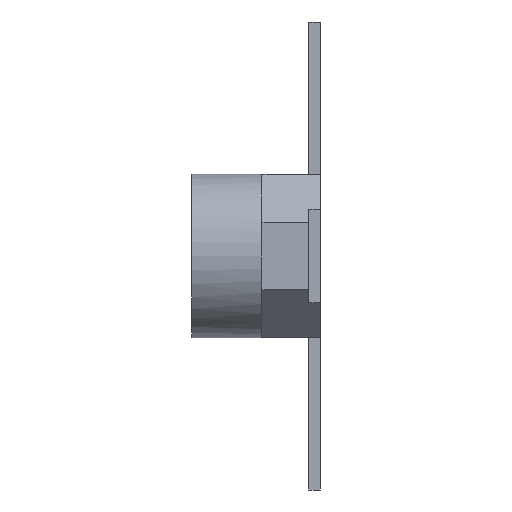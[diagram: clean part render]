
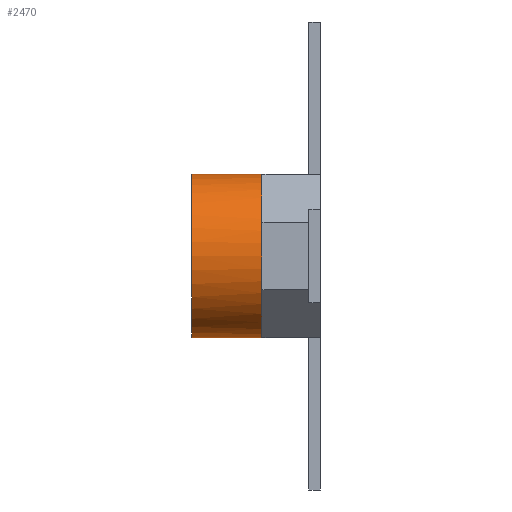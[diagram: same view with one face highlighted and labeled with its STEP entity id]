
A CAD part, left-side view. The second image highlights one B-rep face of the part: STEP entity #2470.
In plain terms, the highlighted cylindrical face has radius 0.889 mm (diameter 1.778 mm), a partial arc.
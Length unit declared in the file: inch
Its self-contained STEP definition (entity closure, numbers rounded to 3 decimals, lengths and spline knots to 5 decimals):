
#10 = LINE ( 'NONE', #2353, #1827 ) ;
#25 = ORIENTED_EDGE ( 'NONE', *, *, #1289, .T. ) ;
#78 = CIRCLE ( 'NONE', #1272, 0.035 ) ;
#92 = CIRCLE ( 'NONE', #1483, 0.035 ) ;
#268 = CARTESIAN_POINT ( 'NONE',  ( -0.02475, 0.025, 0.02475 ) ) ;
#339 = CARTESIAN_POINT ( 'NONE',  ( 0., 0.055, 0. ) ) ;
#353 = LINE ( 'NONE', #1494, #696 ) ;
#366 = CIRCLE ( 'NONE', #1815, 0.035 ) ;
#379 = EDGE_CURVE ( 'NONE', #1152, #1052, #353, .T. ) ;
#450 = ORIENTED_EDGE ( 'NONE', *, *, #1337, .F. ) ;
#533 = VERTEX_POINT ( 'NONE', #1359 ) ;
#543 = EDGE_LOOP ( 'NONE', ( #545, #450, #2677, #2897, #934, #25, #1527 ) ) ;
#545 = ORIENTED_EDGE ( 'NONE', *, *, #379, .F. ) ;
#554 = CARTESIAN_POINT ( 'NONE',  ( 0., 0.025, 0. ) ) ;
#557 = DIRECTION ( 'NONE',  ( 0., 0., 1. ) ) ;
#583 = DIRECTION ( 'NONE',  ( 0., -1., 0. ) ) ;
#696 = VECTOR ( 'NONE', #583, 39.37008 ) ;
#770 = VERTEX_POINT ( 'NONE', #2210 ) ;
#777 = DIRECTION ( 'NONE',  ( 0., 1., 0. ) ) ;
#794 = CARTESIAN_POINT ( 'NONE',  ( 0., 0.055, 0. ) ) ;
#879 = CYLINDRICAL_SURFACE ( 'NONE', #2754, 0.035 ) ;
#931 = CARTESIAN_POINT ( 'NONE',  ( 0., 0.055, -0.035 ) ) ;
#932 = DIRECTION ( 'NONE',  ( 0., 0., 1. ) ) ;
#934 = ORIENTED_EDGE ( 'NONE', *, *, #2455, .T. ) ;
#982 = DIRECTION ( 'NONE',  ( 0., 0., 1. ) ) ;
#1052 = VERTEX_POINT ( 'NONE', #2174 ) ;
#1152 = VERTEX_POINT ( 'NONE', #2301 ) ;
#1272 = AXIS2_PLACEMENT_3D ( 'NONE', #1657, #2361, #557 ) ;
#1289 = EDGE_CURVE ( 'NONE', #770, #2466, #78, .T. ) ;
#1337 = EDGE_CURVE ( 'NONE', #1580, #1152, #2972, .T. ) ;
#1359 = CARTESIAN_POINT ( 'NONE',  ( -0.02475, 0.025, -0.02475 ) ) ;
#1483 = AXIS2_PLACEMENT_3D ( 'NONE', #1679, #2600, #2144 ) ;
#1494 = CARTESIAN_POINT ( 'NONE',  ( 0., 0.055, 0.035 ) ) ;
#1527 = ORIENTED_EDGE ( 'NONE', *, *, #1708, .T. ) ;
#1580 = VERTEX_POINT ( 'NONE', #931 ) ;
#1657 = CARTESIAN_POINT ( 'NONE',  ( 0., 0.025, 0. ) ) ;
#1661 = DIRECTION ( 'NONE',  ( 0., -1., 0. ) ) ;
#1679 = CARTESIAN_POINT ( 'NONE',  ( 0., 0.025, 0. ) ) ;
#1708 = EDGE_CURVE ( 'NONE', #2466, #1052, #366, .T. ) ;
#1741 = VERTEX_POINT ( 'NONE', #2557 ) ;
#1815 = AXIS2_PLACEMENT_3D ( 'NONE', #554, #2165, #982 ) ;
#1827 = VECTOR ( 'NONE', #1661, 39.37008 ) ;
#2077 = DIRECTION ( 'NONE',  ( 0., 1., 0. ) ) ;
#2144 = DIRECTION ( 'NONE',  ( 0., 0., 1. ) ) ;
#2147 = AXIS2_PLACEMENT_3D ( 'NONE', #794, #777, #2623 ) ;
#2165 = DIRECTION ( 'NONE',  ( 0., 1., 0. ) ) ;
#2174 = CARTESIAN_POINT ( 'NONE',  ( 0., 0.025, 0.035 ) ) ;
#2210 = CARTESIAN_POINT ( 'NONE',  ( -0.035, 0.025, 0. ) ) ;
#2301 = CARTESIAN_POINT ( 'NONE',  ( 0., 0.055, 0.035 ) ) ;
#2353 = CARTESIAN_POINT ( 'NONE',  ( 0., 0.055, -0.035 ) ) ;
#2361 = DIRECTION ( 'NONE',  ( 0., 1., 0. ) ) ;
#2455 = EDGE_CURVE ( 'NONE', #533, #770, #2911, .T. ) ;
#2466 = VERTEX_POINT ( 'NONE', #268 ) ;
#2470 = ADVANCED_FACE ( 'NONE', ( #2957 ), #879, .T. ) ;
#2557 = CARTESIAN_POINT ( 'NONE',  ( 0., 0.025, -0.035 ) ) ;
#2600 = DIRECTION ( 'NONE',  ( 0., 1., 0. ) ) ;
#2623 = DIRECTION ( 'NONE',  ( 0., 0., 1. ) ) ;
#2677 = ORIENTED_EDGE ( 'NONE', *, *, #2790, .T. ) ;
#2754 = AXIS2_PLACEMENT_3D ( 'NONE', #339, #2857, #2829 ) ;
#2790 = EDGE_CURVE ( 'NONE', #1580, #1741, #10, .T. ) ;
#2805 = AXIS2_PLACEMENT_3D ( 'NONE', #2990, #2077, #932 ) ;
#2829 = DIRECTION ( 'NONE',  ( 0., 0., -1. ) ) ;
#2834 = EDGE_CURVE ( 'NONE', #1741, #533, #92, .T. ) ;
#2857 = DIRECTION ( 'NONE',  ( 0., -1., 0. ) ) ;
#2897 = ORIENTED_EDGE ( 'NONE', *, *, #2834, .T. ) ;
#2911 = CIRCLE ( 'NONE', #2805, 0.035 ) ;
#2957 = FACE_OUTER_BOUND ( 'NONE', #543, .T. ) ;
#2972 = CIRCLE ( 'NONE', #2147, 0.035 ) ;
#2990 = CARTESIAN_POINT ( 'NONE',  ( 0., 0.025, 0. ) ) ;
